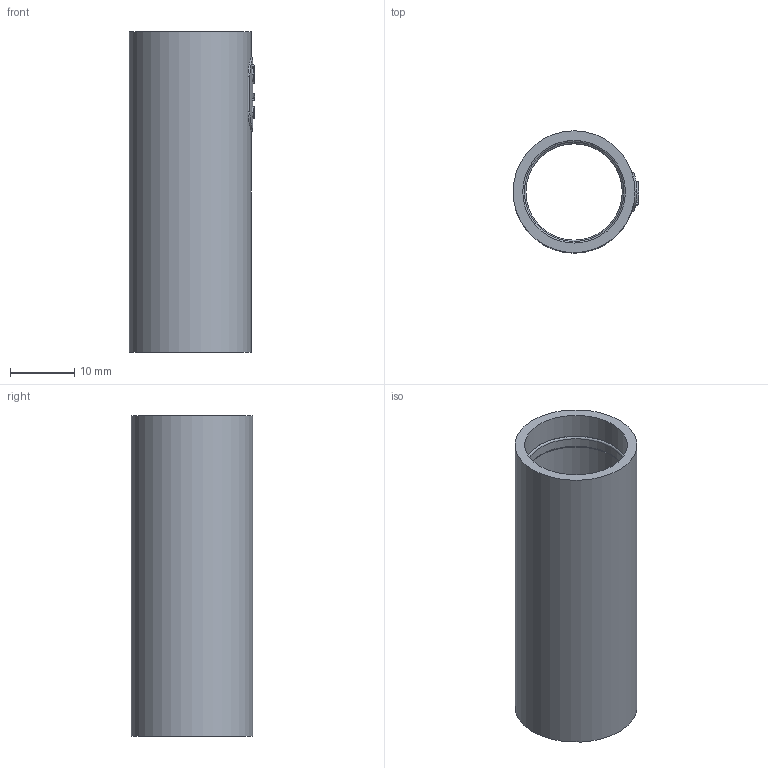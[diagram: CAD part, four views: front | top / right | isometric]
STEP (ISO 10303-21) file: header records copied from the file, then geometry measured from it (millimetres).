
FILE_DESCRIPTION (( 'STEP AP203' ), '1' );
FILE_NAME ('CTA10D-GFLEX16-K08-100 Ìóôòà äëÿ ãîôðèðîâàííûõ òðóá, ïðîçðà÷íàÿ GFLEX16 ÈÝÊ.STEP', '2016-06-09T11:42:03', ( '' ), ( '' ), 'SwSTEP 2.0', 'SolidWorks 2014', '' );
FILE_SCHEMA (( 'CONFIG_CONTROL_DESIGN' ));
Length unit declared in the file: millimetre
Products named in the file (1): CTA10D-GFLEX16-K08-100 Ìóôòà äëÿ ãîôðèðîâàííûõ òðóá, ïðîçðà÷íàÿ GFLEX16 ÈÝÊ
Bounding box: 19.6 x 19 x 50 mm (x, y, z)
Volume: 4238.7 mm3; surface area: 5910.9 mm2
Topology: 5 solids, 5 shells, 76 faces, 174 edges, 114 vertices
Faces by surface type: bspline 28, plane 25, cylinder 17, torus 6
Full cylindrical faces by diameter (mm): 15 x1, 15.5 x2, 16 x4, 19 x1
Entity records: 3450 total; most frequent: CARTESIAN_POINT 1929, ORIENTED_EDGE 320, DIRECTION 205, EDGE_CURVE 160, VERTEX_POINT 114, EDGE_LOOP 104, FACE_OUTER_BOUND 90, ADVANCED_FACE 76
